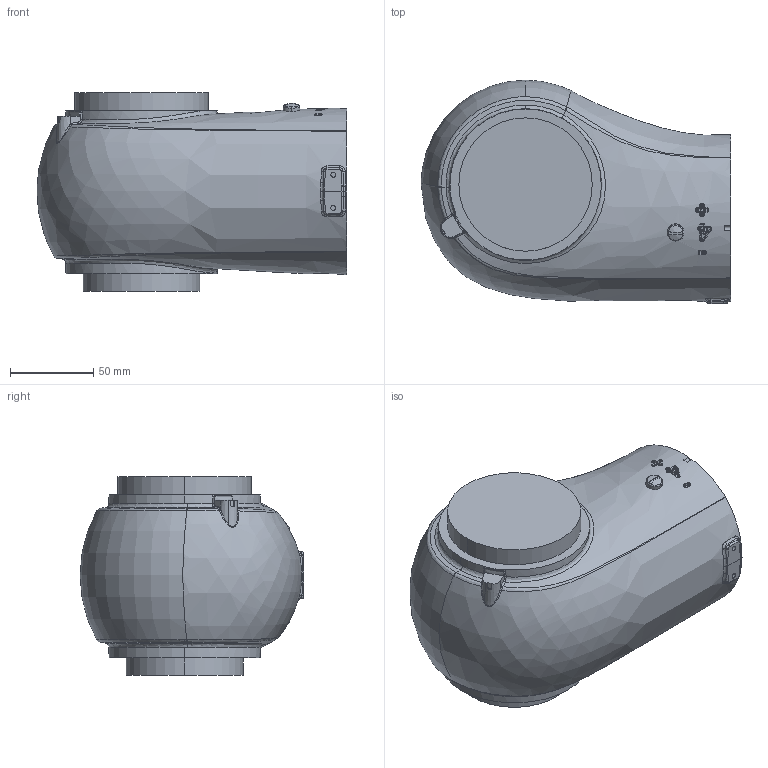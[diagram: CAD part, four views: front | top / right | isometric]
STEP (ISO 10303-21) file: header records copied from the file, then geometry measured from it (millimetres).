
FILE_DESCRIPTION (( 'STEP AP214' ), '1' );
FILE_NAME ('ThirdLink.STEP', '2024-03-22T06:10:16', ( '' ), ( '' ), 'SwSTEP 2.0', 'SolidWorks 2022', '' );
FILE_SCHEMA (( 'AUTOMOTIVE_DESIGN' ));
Length unit declared in the file: millimetre
Products named in the file (1): ThirdLink
Bounding box: 185.91 x 134.22 x 119.2 mm (x, y, z)
Volume: 1703529 mm3; surface area: 87209.9 mm2
Topology: 1 solids, 1 shells, 342 faces, 799 edges, 459 vertices
Faces by surface type: bspline 168, cylinder 106, plane 58, cone 8, torus 2
Entity records: 19182 total; most frequent: CARTESIAN_POINT 12612, ORIENTED_EDGE 1574, DIRECTION 1067, EDGE_CURVE 787, VERTEX_POINT 459, AXIS2_PLACEMENT_3D 429, EDGE_LOOP 354, ADVANCED_FACE 342
